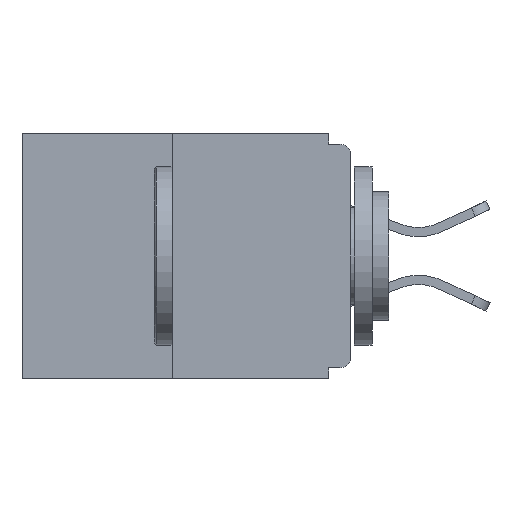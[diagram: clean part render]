
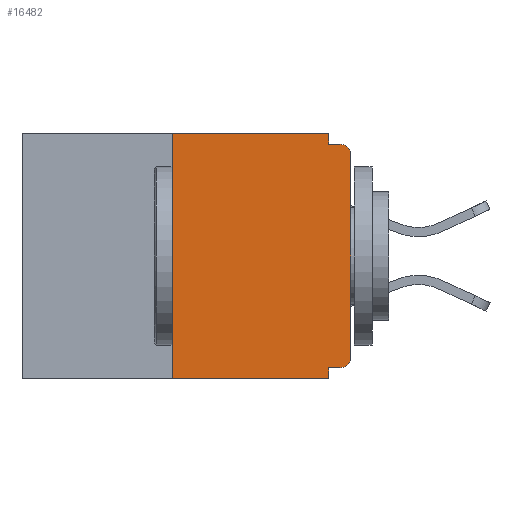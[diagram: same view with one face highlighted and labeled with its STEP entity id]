
A CAD part, left-side view. The second image highlights one B-rep face of the part: STEP entity #16482.
In plain terms, the highlighted planar face has unit normal (-1, 0, 0).
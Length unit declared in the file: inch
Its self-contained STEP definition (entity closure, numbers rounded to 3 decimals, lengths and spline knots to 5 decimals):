
#43 = CARTESIAN_POINT ( 'NONE',  ( 0., 0.46, 0. ) ) ;
#46 = EDGE_CURVE ( 'NONE', #3805, #4539, #13838, .T. ) ;
#125 = LINE ( 'NONE', #5725, #13775 ) ;
#546 = ORIENTED_EDGE ( 'NONE', *, *, #13141, .F. ) ;
#615 = EDGE_LOOP ( 'NONE', ( #3577, #5316, #4985, #15054, #546, #17185, #5731, #8248, #2350, #15587 ) ) ;
#707 = VECTOR ( 'NONE', #5204, 39.37008 ) ;
#911 = VERTEX_POINT ( 'NONE', #5863 ) ;
#1049 = AXIS2_PLACEMENT_3D ( 'NONE', #43, #9462, #5469 ) ;
#1145 = CARTESIAN_POINT ( 'NONE',  ( 0., 0., -0.03 ) ) ;
#1374 = VERTEX_POINT ( 'NONE', #8987 ) ;
#1483 = DIRECTION ( 'NONE',  ( 0., 0., -1. ) ) ;
#2218 = CARTESIAN_POINT ( 'NONE',  ( 0., 0., -0.015 ) ) ;
#2227 = DIRECTION ( 'NONE',  ( 0., 0., -1. ) ) ;
#2255 = CARTESIAN_POINT ( 'NONE',  ( 0., 0.031, -0.328 ) ) ;
#2325 = DIRECTION ( 'NONE',  ( 0., 0., 1. ) ) ;
#2350 = ORIENTED_EDGE ( 'NONE', *, *, #9472, .F. ) ;
#2510 = AXIS2_PLACEMENT_3D ( 'NONE', #8425, #15312, #11190 ) ;
#2531 = EDGE_CURVE ( 'NONE', #16730, #5310, #125, .T. ) ;
#3575 = VECTOR ( 'NONE', #4871, 39.37008 ) ;
#3577 = ORIENTED_EDGE ( 'NONE', *, *, #9387, .F. ) ;
#3805 = VERTEX_POINT ( 'NONE', #2255 ) ;
#3863 = CARTESIAN_POINT ( 'NONE',  ( 0., 0.46, -0.343 ) ) ;
#4215 = VERTEX_POINT ( 'NONE', #9868 ) ;
#4539 = VERTEX_POINT ( 'NONE', #13459 ) ;
#4680 = VERTEX_POINT ( 'NONE', #9525 ) ;
#4871 = DIRECTION ( 'NONE',  ( 0., 0., 1. ) ) ;
#4905 = LINE ( 'NONE', #13163, #3575 ) ;
#4985 = ORIENTED_EDGE ( 'NONE', *, *, #6768, .T. ) ;
#4987 = CARTESIAN_POINT ( 'NONE',  ( 0., 0.031, -0.343 ) ) ;
#5204 = DIRECTION ( 'NONE',  ( 0., -1., 0. ) ) ;
#5310 = VERTEX_POINT ( 'NONE', #14342 ) ;
#5316 = ORIENTED_EDGE ( 'NONE', *, *, #5528, .F. ) ;
#5385 = LINE ( 'NONE', #6482, #5823 ) ;
#5469 = DIRECTION ( 'NONE',  ( 0., 0., -1. ) ) ;
#5528 = EDGE_CURVE ( 'NONE', #4680, #15622, #5385, .T. ) ;
#5616 = CARTESIAN_POINT ( 'NONE',  ( 0., 0.031, 0. ) ) ;
#5725 = CARTESIAN_POINT ( 'NONE',  ( 0., 0.031, 0. ) ) ;
#5731 = ORIENTED_EDGE ( 'NONE', *, *, #11638, .T. ) ;
#5732 = DIRECTION ( 'NONE',  ( 0., 0., -1. ) ) ;
#5790 = VECTOR ( 'NONE', #10806, 39.37008 ) ;
#5823 = VECTOR ( 'NONE', #2325, 39.37008 ) ;
#5863 = CARTESIAN_POINT ( 'NONE',  ( 0., 0., -0.313 ) ) ;
#6343 = VECTOR ( 'NONE', #6618, 39.37008 ) ;
#6482 = CARTESIAN_POINT ( 'NONE',  ( 0., 0.25, 0. ) ) ;
#6618 = DIRECTION ( 'NONE',  ( 0., 1., 0. ) ) ;
#6768 = EDGE_CURVE ( 'NONE', #4680, #4539, #7758, .T. ) ;
#7758 = LINE ( 'NONE', #3863, #5790 ) ;
#8248 = ORIENTED_EDGE ( 'NONE', *, *, #11878, .T. ) ;
#8393 = PLANE ( 'NONE',  #1049 ) ;
#8425 = CARTESIAN_POINT ( 'NONE',  ( 0., 0.015, -0.03 ) ) ;
#8430 = FACE_OUTER_BOUND ( 'NONE', #615, .T. ) ;
#8907 = CARTESIAN_POINT ( 'NONE',  ( 0., 0.46, 0. ) ) ;
#8956 = AXIS2_PLACEMENT_3D ( 'NONE', #12773, #14163, #5732 ) ;
#8987 = CARTESIAN_POINT ( 'NONE',  ( 0., 0.015, -0.328 ) ) ;
#9276 = VECTOR ( 'NONE', #2227, 39.37008 ) ;
#9387 = EDGE_CURVE ( 'NONE', #15622, #16730, #15424, .T. ) ;
#9462 = DIRECTION ( 'NONE',  ( 1., 0., 0. ) ) ;
#9472 = EDGE_CURVE ( 'NONE', #5310, #4215, #16947, .T. ) ;
#9525 = CARTESIAN_POINT ( 'NONE',  ( 0., 0.25, -0.343 ) ) ;
#9868 = CARTESIAN_POINT ( 'NONE',  ( 0., 0.015, -0.015 ) ) ;
#10806 = DIRECTION ( 'NONE',  ( 0., -1., 0. ) ) ;
#10870 = LINE ( 'NONE', #12147, #6343 ) ;
#11190 = DIRECTION ( 'NONE',  ( 0., 0., -1. ) ) ;
#11393 = CIRCLE ( 'NONE', #2510, 0.015 ) ;
#11638 = EDGE_CURVE ( 'NONE', #911, #14745, #4905, .T. ) ;
#11767 = DIRECTION ( 'NONE',  ( 0., -1., 0. ) ) ;
#11878 = EDGE_CURVE ( 'NONE', #14745, #4215, #11393, .T. ) ;
#12147 = CARTESIAN_POINT ( 'NONE',  ( 0., 0., -0.328 ) ) ;
#12773 = CARTESIAN_POINT ( 'NONE',  ( 0., 0.015, -0.313 ) ) ;
#13141 = EDGE_CURVE ( 'NONE', #1374, #3805, #10870, .T. ) ;
#13163 = CARTESIAN_POINT ( 'NONE',  ( 0., 0., 0. ) ) ;
#13358 = CARTESIAN_POINT ( 'NONE',  ( 0., 0.25, 0. ) ) ;
#13459 = CARTESIAN_POINT ( 'NONE',  ( 0., 0.031, -0.343 ) ) ;
#13610 = CIRCLE ( 'NONE', #8956, 0.015 ) ;
#13775 = VECTOR ( 'NONE', #1483, 39.37008 ) ;
#13838 = LINE ( 'NONE', #4987, #9276 ) ;
#14130 = VECTOR ( 'NONE', #11767, 39.37008 ) ;
#14163 = DIRECTION ( 'NONE',  ( -1., 0., 0. ) ) ;
#14342 = CARTESIAN_POINT ( 'NONE',  ( 0., 0.031, -0.015 ) ) ;
#14745 = VERTEX_POINT ( 'NONE', #1145 ) ;
#15054 = ORIENTED_EDGE ( 'NONE', *, *, #46, .F. ) ;
#15312 = DIRECTION ( 'NONE',  ( -1., 0., 0. ) ) ;
#15424 = LINE ( 'NONE', #8907, #14130 ) ;
#15587 = ORIENTED_EDGE ( 'NONE', *, *, #2531, .F. ) ;
#15622 = VERTEX_POINT ( 'NONE', #13358 ) ;
#16482 = ADVANCED_FACE ( 'NONE', ( #8430 ), #8393, .F. ) ;
#16730 = VERTEX_POINT ( 'NONE', #5616 ) ;
#16947 = LINE ( 'NONE', #2218, #707 ) ;
#17185 = ORIENTED_EDGE ( 'NONE', *, *, #17437, .T. ) ;
#17437 = EDGE_CURVE ( 'NONE', #1374, #911, #13610, .T. ) ;
